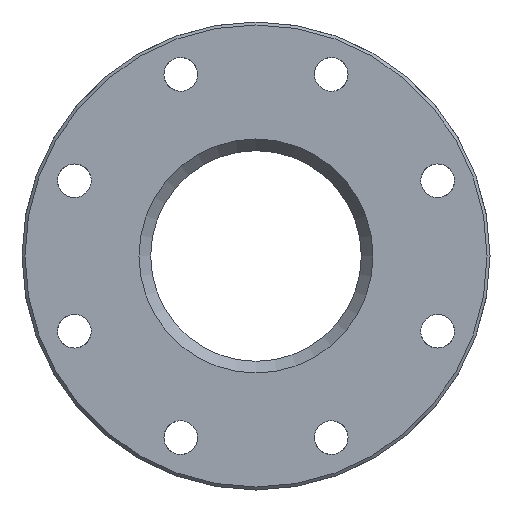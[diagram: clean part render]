
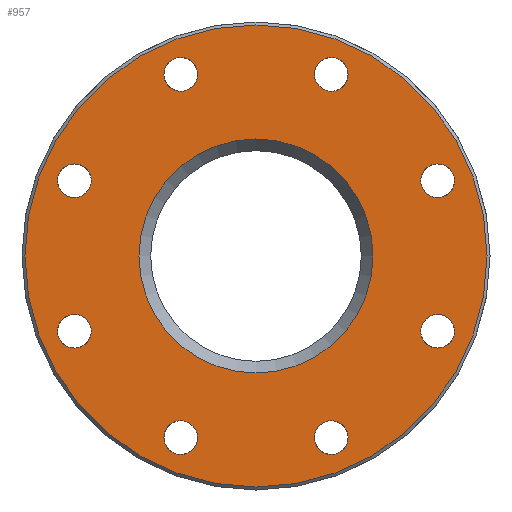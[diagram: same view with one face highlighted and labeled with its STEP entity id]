
A CAD part, left-side view. The second image highlights one B-rep face of the part: STEP entity #957.
In plain terms, the highlighted planar face has unit normal (-1, 0, 0).
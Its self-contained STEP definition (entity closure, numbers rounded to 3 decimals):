
#25=FACE_BOUND('',#254,.T.);
#26=FACE_BOUND('',#255,.T.);
#27=FACE_BOUND('',#256,.T.);
#28=FACE_BOUND('',#257,.T.);
#29=FACE_BOUND('',#258,.T.);
#30=FACE_BOUND('',#259,.T.);
#31=FACE_BOUND('',#260,.T.);
#32=FACE_BOUND('',#261,.T.);
#33=FACE_BOUND('',#262,.T.);
#95=PLANE('',#1041);
#178=FACE_OUTER_BOUND('',#253,.T.);
#253=EDGE_LOOP('',(#686));
#254=EDGE_LOOP('',(#687));
#255=EDGE_LOOP('',(#688));
#256=EDGE_LOOP('',(#689));
#257=EDGE_LOOP('',(#690));
#258=EDGE_LOOP('',(#691));
#259=EDGE_LOOP('',(#692));
#260=EDGE_LOOP('',(#693));
#261=EDGE_LOOP('',(#694));
#262=EDGE_LOOP('',(#695));
#393=CIRCLE('',#1039,123.4);
#395=CIRCLE('',#1042,62.5);
#396=CIRCLE('',#1043,9.);
#397=CIRCLE('',#1044,9.);
#398=CIRCLE('',#1045,9.);
#399=CIRCLE('',#1046,9.);
#400=CIRCLE('',#1047,9.);
#401=CIRCLE('',#1048,9.);
#402=CIRCLE('',#1049,9.);
#403=CIRCLE('',#1050,9.);
#486=VERTEX_POINT('',#1549);
#488=VERTEX_POINT('',#1554);
#489=VERTEX_POINT('',#1556);
#490=VERTEX_POINT('',#1558);
#491=VERTEX_POINT('',#1560);
#492=VERTEX_POINT('',#1562);
#493=VERTEX_POINT('',#1564);
#494=VERTEX_POINT('',#1566);
#495=VERTEX_POINT('',#1568);
#496=VERTEX_POINT('',#1570);
#577=EDGE_CURVE('',#486,#486,#393,.T.);
#579=EDGE_CURVE('',#488,#488,#395,.T.);
#580=EDGE_CURVE('',#489,#489,#396,.T.);
#581=EDGE_CURVE('',#490,#490,#397,.T.);
#582=EDGE_CURVE('',#491,#491,#398,.T.);
#583=EDGE_CURVE('',#492,#492,#399,.T.);
#584=EDGE_CURVE('',#493,#493,#400,.T.);
#585=EDGE_CURVE('',#494,#494,#401,.T.);
#586=EDGE_CURVE('',#495,#495,#402,.T.);
#587=EDGE_CURVE('',#496,#496,#403,.T.);
#686=ORIENTED_EDGE('',*,*,#577,.F.);
#687=ORIENTED_EDGE('',*,*,#579,.T.);
#688=ORIENTED_EDGE('',*,*,#580,.T.);
#689=ORIENTED_EDGE('',*,*,#581,.T.);
#690=ORIENTED_EDGE('',*,*,#582,.T.);
#691=ORIENTED_EDGE('',*,*,#583,.T.);
#692=ORIENTED_EDGE('',*,*,#584,.T.);
#693=ORIENTED_EDGE('',*,*,#585,.T.);
#694=ORIENTED_EDGE('',*,*,#586,.T.);
#695=ORIENTED_EDGE('',*,*,#587,.T.);
#957=ADVANCED_FACE('',(#178,#25,#26,#27,#28,#29,#30,#31,#32,#33),#95,.T.);
#1039=AXIS2_PLACEMENT_3D('',#1550,#1217,#1218);
#1041=AXIS2_PLACEMENT_3D('',#1553,#1221,#1222);
#1042=AXIS2_PLACEMENT_3D('',#1555,#1223,#1224);
#1043=AXIS2_PLACEMENT_3D('',#1557,#1225,#1226);
#1044=AXIS2_PLACEMENT_3D('',#1559,#1227,#1228);
#1045=AXIS2_PLACEMENT_3D('',#1561,#1229,#1230);
#1046=AXIS2_PLACEMENT_3D('',#1563,#1231,#1232);
#1047=AXIS2_PLACEMENT_3D('',#1565,#1233,#1234);
#1048=AXIS2_PLACEMENT_3D('',#1567,#1235,#1236);
#1049=AXIS2_PLACEMENT_3D('',#1569,#1237,#1238);
#1050=AXIS2_PLACEMENT_3D('',#1571,#1239,#1240);
#1217=DIRECTION('center_axis',(1.,0.,0.));
#1218=DIRECTION('ref_axis',(0.,-1.,0.));
#1221=DIRECTION('center_axis',(-1.,0.,0.));
#1222=DIRECTION('ref_axis',(0.,0.,1.));
#1223=DIRECTION('center_axis',(1.,0.,0.));
#1224=DIRECTION('ref_axis',(0.,0.,-1.));
#1225=DIRECTION('center_axis',(1.,0.,0.));
#1226=DIRECTION('ref_axis',(0.,0.,-1.));
#1227=DIRECTION('center_axis',(1.,0.,0.));
#1228=DIRECTION('ref_axis',(0.,0.707,-0.707));
#1229=DIRECTION('center_axis',(1.,0.,0.));
#1230=DIRECTION('ref_axis',(0.,1.,0.));
#1231=DIRECTION('center_axis',(1.,0.,0.));
#1232=DIRECTION('ref_axis',(0.,0.707,0.707));
#1233=DIRECTION('center_axis',(1.,0.,0.));
#1234=DIRECTION('ref_axis',(0.,0.,1.));
#1235=DIRECTION('center_axis',(1.,0.,0.));
#1236=DIRECTION('ref_axis',(0.,-0.707,0.707));
#1237=DIRECTION('center_axis',(1.,0.,0.));
#1238=DIRECTION('ref_axis',(0.,-1.,0.));
#1239=DIRECTION('center_axis',(1.,0.,0.));
#1240=DIRECTION('ref_axis',(0.,-0.707,-0.707));
#1549=CARTESIAN_POINT('',(0.,123.4,0.));
#1550=CARTESIAN_POINT('Origin',(0.,0.,0.));
#1553=CARTESIAN_POINT('Origin',(0.,125.,0.));
#1554=CARTESIAN_POINT('',(0.,62.5,0.));
#1555=CARTESIAN_POINT('Origin',(0.,0.,0.));
#1556=CARTESIAN_POINT('',(0.,97.007,49.182));
#1557=CARTESIAN_POINT('Origin',(0.,97.007,40.182));
#1558=CARTESIAN_POINT('',(0.,33.818,103.371));
#1559=CARTESIAN_POINT('Origin',(0.,40.182,97.007));
#1560=CARTESIAN_POINT('',(0.,-49.182,97.007));
#1561=CARTESIAN_POINT('Origin',(0.,-40.182,97.007));
#1562=CARTESIAN_POINT('',(0.,-103.371,33.818));
#1563=CARTESIAN_POINT('Origin',(0.,-97.007,40.182));
#1564=CARTESIAN_POINT('',(0.,-97.007,-49.182));
#1565=CARTESIAN_POINT('Origin',(0.,-97.007,-40.182));
#1566=CARTESIAN_POINT('',(0.,-33.818,-103.371));
#1567=CARTESIAN_POINT('Origin',(0.,-40.182,-97.007));
#1568=CARTESIAN_POINT('',(0.,49.182,-97.007));
#1569=CARTESIAN_POINT('Origin',(0.,40.182,-97.007));
#1570=CARTESIAN_POINT('',(0.,103.371,-33.818));
#1571=CARTESIAN_POINT('Origin',(0.,97.007,-40.182));
